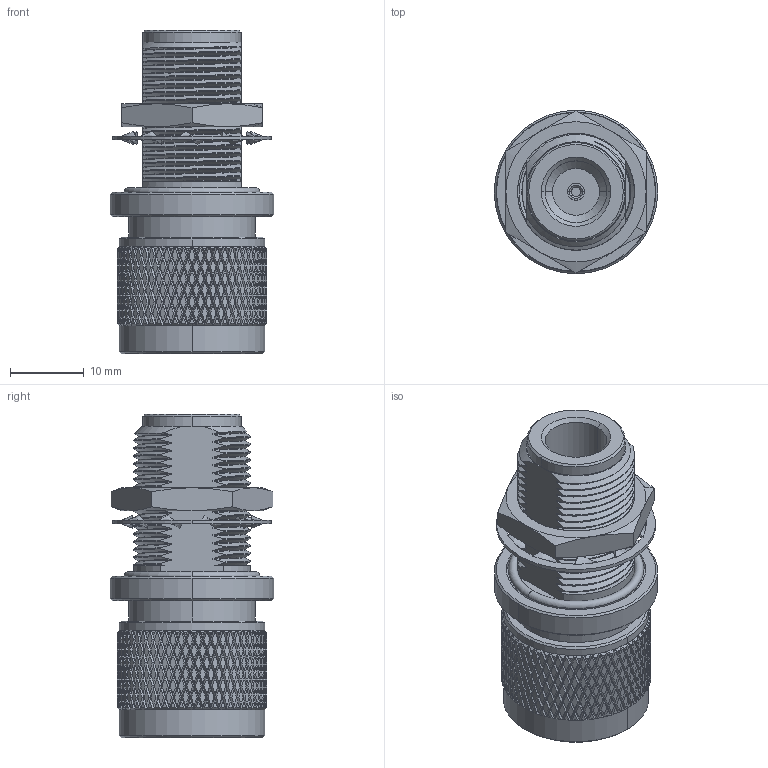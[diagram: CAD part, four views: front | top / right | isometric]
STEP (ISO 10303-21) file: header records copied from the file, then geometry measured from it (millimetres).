
FILE_DESCRIPTION (( 'STEP AP203' ), '1' );
FILE_NAME ('SM4028.step', '2019-03-18T17:41:06', ( '' ), ( '' ), 'SwSTEP 2.0', 'SolidWorks 2017', '' );
FILE_SCHEMA (( 'CONFIG_CONTROL_DESIGN' ));
Products named in the file (1): SM4028
Bounding box: 22.2 x 22.2 x 43.94 mm (x, y, z)
Volume: 8782.6 mm3; surface area: 6959.4 mm2
Topology: 4 solids, 4 shells, 2591 faces, 5779 edges, 3204 vertices
Faces by surface type: bspline 1919, cylinder 540, plane 73, cone 55, torus 4
Entity records: 161010 total; most frequent: CARTESIAN_POINT 124992, ORIENTED_EDGE 11558, EDGE_CURVE 5779, VERTEX_POINT 3204, EDGE_LOOP 2605, FACE_OUTER_BOUND 2591, ADVANCED_FACE 2591, B_SPLINE_CURVE_WITH_KNOTS 2501
